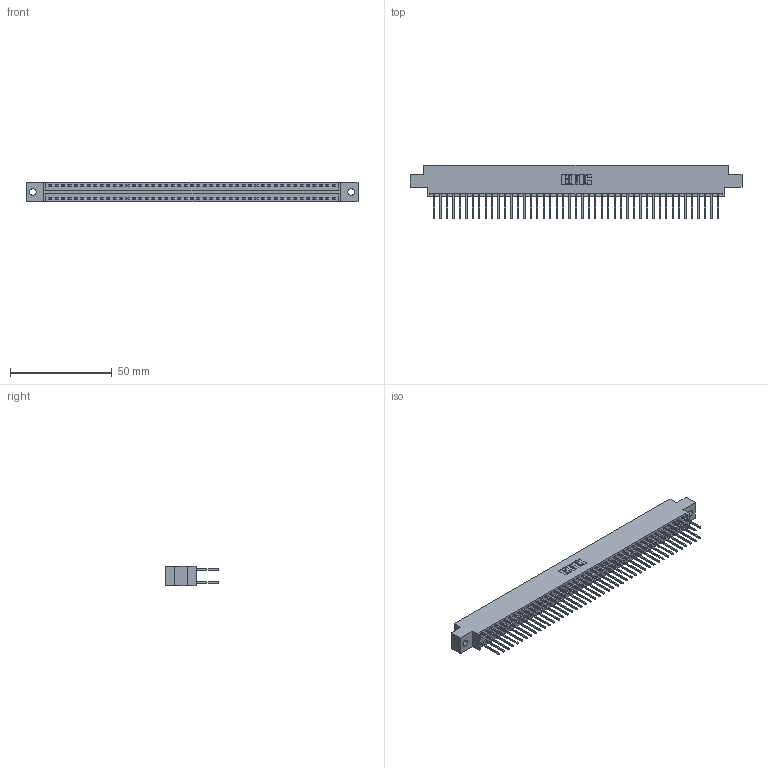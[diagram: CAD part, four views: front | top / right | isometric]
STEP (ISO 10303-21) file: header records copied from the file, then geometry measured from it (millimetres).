
FILE_DESCRIPTION (( 'STEP AP203' ), '1' );
FILE_NAME ('396-090-522-802.STEP', '2018-09-12T04:56:36', ( '' ), ( '' ), 'SwSTEP 2.0', 'SolidWorks 2016', '' );
FILE_SCHEMA (( 'CONFIG_CONTROL_DESIGN' ));
Length unit declared in the file: inch
Products named in the file (3): 346 Part_0.170 Offset - 0.128 Dia; 345-292-001_345-293-122; 396-090-522-802
Assembly tree (91 placements, depth 2):
  396-090-522-802
    346 Part_0.170 Offset - 0.128 Dia
    345-292-001_345-293-122  x90
Bounding box: 163.45 x 26.42 x 9.4 mm (x, y, z)
Volume: 16000.9 mm3; surface area: 23020.9 mm2
Topology: 91 solids, 91 shells, 4806 faces, 14291 edges, 9406 vertices
Faces by surface type: plane 3230, cylinder 1576
Entity records: 29117 total; most frequent: CARTESIAN_POINT 4796, ORIENTED_EDGE 4730, DIRECTION 4277, EDGE_CURVE 2365, LINE 2053, VECTOR 2053, VERTEX_POINT 1574, AXIS2_PLACEMENT_3D 1112
